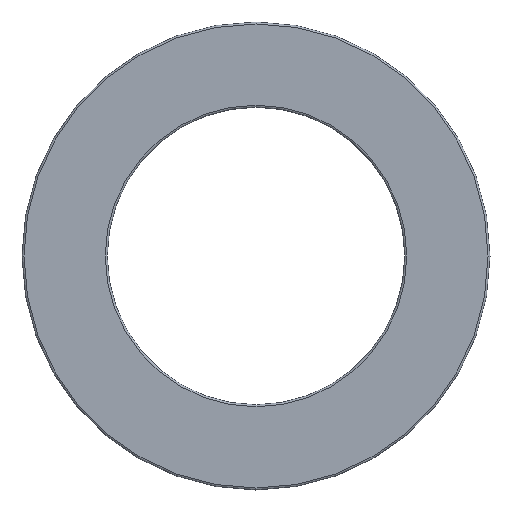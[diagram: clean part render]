
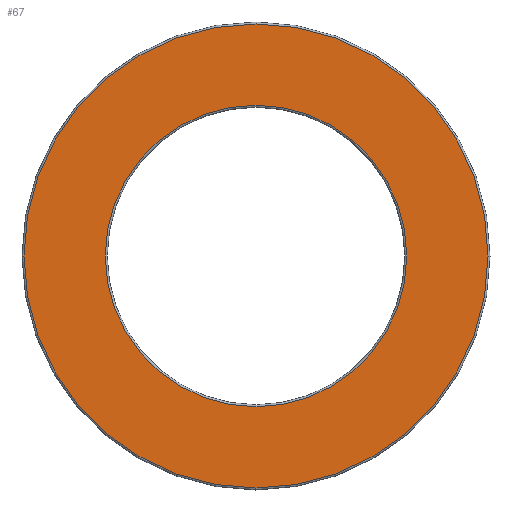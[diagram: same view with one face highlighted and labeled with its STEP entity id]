
A CAD part, left-side view. The second image highlights one B-rep face of the part: STEP entity #67.
In plain terms, the highlighted planar face has unit normal (-1, 0, 0).
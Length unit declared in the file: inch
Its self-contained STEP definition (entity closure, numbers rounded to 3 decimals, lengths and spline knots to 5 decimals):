
#67 = ADVANCED_FACE ( 'NONE', ( #479, #503 ), #84, .F. ) ;
#84 = PLANE ( 'NONE',  #1266 ) ;
#136 = EDGE_LOOP ( 'NONE', ( #344 ) ) ;
#163 = CARTESIAN_POINT ( 'NONE',  ( -0.5, 0., 0. ) ) ;
#253 = DIRECTION ( 'NONE',  ( 0., 0., -1. ) ) ;
#258 = CARTESIAN_POINT ( 'NONE',  ( -0.5, 0., 2.33938 ) ) ;
#318 = EDGE_CURVE ( 'NONE', #1277, #1277, #326, .T. ) ;
#326 = CIRCLE ( 'NONE', #1034, 1.52 ) ;
#344 = ORIENTED_EDGE ( 'NONE', *, *, #318, .F. ) ;
#352 = CIRCLE ( 'NONE', #845, 2.33938 ) ;
#371 = DIRECTION ( 'NONE',  ( -1., 0., 0. ) ) ;
#479 = FACE_BOUND ( 'NONE', #136, .T. ) ;
#503 = FACE_OUTER_BOUND ( 'NONE', #1170, .T. ) ;
#699 = DIRECTION ( 'NONE',  ( 0., 0., 1. ) ) ;
#749 = CARTESIAN_POINT ( 'NONE',  ( -0.5, 0., 0. ) ) ;
#804 = DIRECTION ( 'NONE',  ( 1., 0., 0. ) ) ;
#845 = AXIS2_PLACEMENT_3D ( 'NONE', #1379, #371, #699 ) ;
#912 = VERTEX_POINT ( 'NONE', #258 ) ;
#932 = CARTESIAN_POINT ( 'NONE',  ( -0.5, 0., 1.52 ) ) ;
#965 = EDGE_CURVE ( 'NONE', #912, #912, #352, .T. ) ;
#1034 = AXIS2_PLACEMENT_3D ( 'NONE', #163, #1387, #1187 ) ;
#1097 = ORIENTED_EDGE ( 'NONE', *, *, #965, .T. ) ;
#1170 = EDGE_LOOP ( 'NONE', ( #1097 ) ) ;
#1187 = DIRECTION ( 'NONE',  ( 0., 0., 1. ) ) ;
#1266 = AXIS2_PLACEMENT_3D ( 'NONE', #749, #804, #253 ) ;
#1277 = VERTEX_POINT ( 'NONE', #932 ) ;
#1379 = CARTESIAN_POINT ( 'NONE',  ( -0.5, 0., 0. ) ) ;
#1387 = DIRECTION ( 'NONE',  ( -1., 0., 0. ) ) ;
